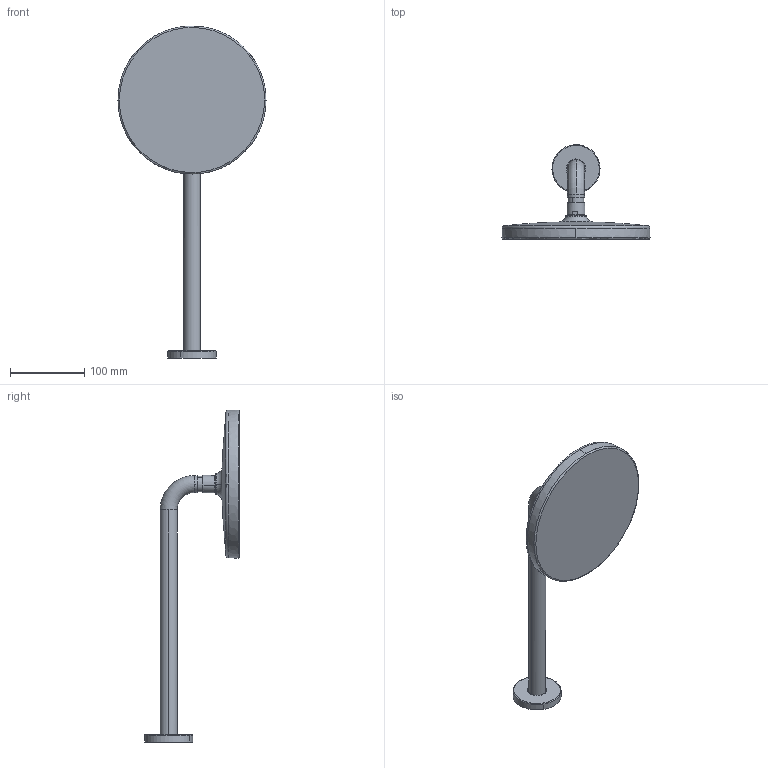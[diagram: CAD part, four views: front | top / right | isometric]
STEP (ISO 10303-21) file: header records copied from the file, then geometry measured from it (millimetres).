
FILE_DESCRIPTION (( 'STEP AP203' ), '1' );
FILE_NAME ('4436010033(2020).STEP', '2020-12-04T10:01:18', ( '' ), ( '' ), 'SwSTEP 2.0', 'SolidWorks 2016', '' );
FILE_SCHEMA (( 'CONFIG_CONTROL_DESIGN' ));
Length unit declared in the file: millimetre
Products named in the file (1): 4436010033(2020)
Bounding box: 200 x 128.29 x 448.5 mm (x, y, z)
Volume: 849683.9 mm3; surface area: 110057.2 mm2
Topology: 1 solids, 1 shells, 53 faces, 123 edges, 76 vertices
Faces by surface type: torus 18, cylinder 12, plane 10, cone 6, bspline 5, sphere 2
Entity records: 1928 total; most frequent: CARTESIAN_POINT 630, DIRECTION 284, ORIENTED_EDGE 246, AXIS2_PLACEMENT_3D 130, EDGE_CURVE 123, CIRCLE 81, VERTEX_POINT 76, EDGE_LOOP 57
